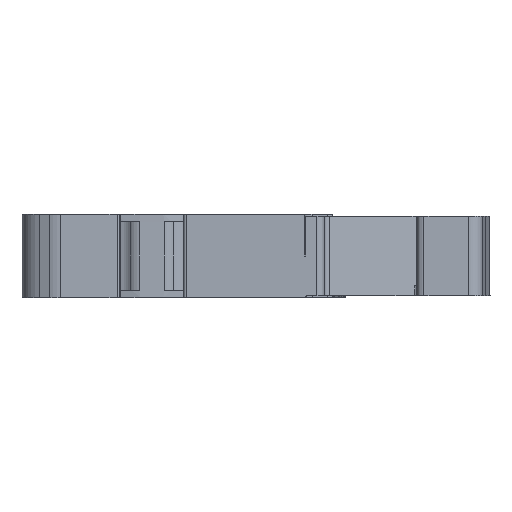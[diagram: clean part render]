
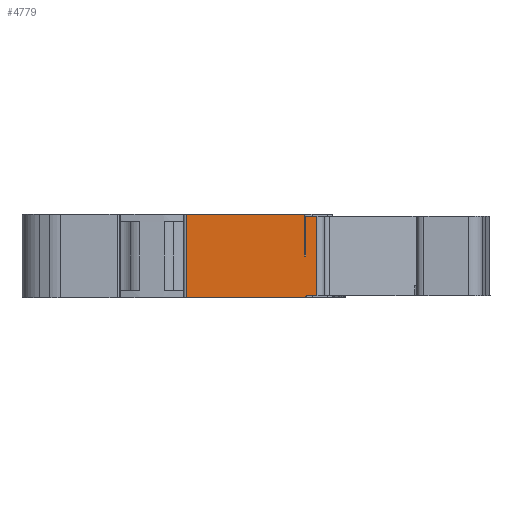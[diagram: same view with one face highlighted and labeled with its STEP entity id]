
A CAD part, left-side view. The second image highlights one B-rep face of the part: STEP entity #4779.
In plain terms, the highlighted planar face has unit normal (-1, 0, 0).
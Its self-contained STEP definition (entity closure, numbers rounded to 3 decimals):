
#1 = CARTESIAN_POINT ( 'NONE',  ( -34.829, -100.21, -68.122 ) ) ;
#423 = VECTOR ( 'NONE', #1925, 1000. ) ;
#490 = VECTOR ( 'NONE', #2197, 1000. ) ;
#773 = CIRCLE ( 'NONE', #774, 0.1 ) ;
#774 = AXIS2_PLACEMENT_3D ( 'NONE', #2245, #2273, #2311 ) ;
#1020 = CIRCLE ( 'NONE', #1081, 0.1 ) ;
#1080 = VECTOR ( 'NONE', #1378, 1000. ) ;
#1081 = AXIS2_PLACEMENT_3D ( 'NONE', #1532, #1518, #1530 ) ;
#1120 = VECTOR ( 'NONE', #1616, 1000. ) ;
#1148 = VECTOR ( 'NONE', #1645, 1000. ) ;
#1320 = CARTESIAN_POINT ( 'NONE',  ( -34.829, -108.618, 5.7 ) ) ;
#1354 = LINE ( 'NONE', #1376, #1080 ) ;
#1368 = DIRECTION ( 'NONE',  ( 0., 0., -1. ) ) ;
#1376 = CARTESIAN_POINT ( 'NONE',  ( -34.829, -180.292, 5.85 ) ) ;
#1378 = DIRECTION ( 'NONE',  ( 0., -1., 0. ) ) ;
#1381 = LINE ( 'NONE', #1320, #7956 ) ;
#1518 = DIRECTION ( 'NONE',  ( -1., 0., 0. ) ) ;
#1530 = DIRECTION ( 'NONE',  ( 0., -1., 0. ) ) ;
#1532 = CARTESIAN_POINT ( 'NONE',  ( -34.829, -108.718, 0. ) ) ;
#1601 = CARTESIAN_POINT ( 'NONE',  ( -34.829, -180.292, 2.9 ) ) ;
#1616 = DIRECTION ( 'NONE',  ( 0., 1., 0. ) ) ;
#1618 = LINE ( 'NONE', #1601, #1120 ) ;
#1643 = CARTESIAN_POINT ( 'NONE',  ( -34.829, -109.418, 5.7 ) ) ;
#1645 = DIRECTION ( 'NONE',  ( 0., 0., -1. ) ) ;
#1696 = LINE ( 'NONE', #1643, #1148 ) ;
#1802 = CARTESIAN_POINT ( 'NONE',  ( -34.829, -115.118, 0.1 ) ) ;
#1871 = LINE ( 'NONE', #1802, #423 ) ;
#1925 = DIRECTION ( 'NONE',  ( 0., -1., 0. ) ) ;
#2064 = LINE ( 'NONE', #2143, #490 ) ;
#2143 = CARTESIAN_POINT ( 'NONE',  ( -34.829, -180.292, 5.7 ) ) ;
#2197 = DIRECTION ( 'NONE',  ( 0., -1., 0. ) ) ;
#2245 = CARTESIAN_POINT ( 'NONE',  ( -34.829, -108.718, 0. ) ) ;
#2273 = DIRECTION ( 'NONE',  ( -1., 0., 0. ) ) ;
#2311 = DIRECTION ( 'NONE',  ( 0., -1., 0. ) ) ;
#3909 = VERTEX_POINT ( 'NONE', #7570 ) ;
#3946 = VERTEX_POINT ( 'NONE', #6776 ) ;
#3957 = VERTEX_POINT ( 'NONE', #7612 ) ;
#4779 = ADVANCED_FACE ( 'NONE', ( #10505 ), #10514, .T. ) ;
#6014 = CARTESIAN_POINT ( 'NONE',  ( -34.829, -100.21, -0.05 ) ) ;
#6545 = CARTESIAN_POINT ( 'NONE',  ( -34.829, -100.21, 5.85 ) ) ;
#6551 = CARTESIAN_POINT ( 'NONE',  ( -34.829, -108.632, -0.05 ) ) ;
#6776 = CARTESIAN_POINT ( 'NONE',  ( -34.829, -108.543, 2.9 ) ) ;
#6914 = VERTEX_POINT ( 'NONE', #11356 ) ;
#6975 = VERTEX_POINT ( 'NONE', #11426 ) ;
#7022 = VERTEX_POINT ( 'NONE', #10538 ) ;
#7115 = VERTEX_POINT ( 'NONE', #12479 ) ;
#7164 = VERTEX_POINT ( 'NONE', #12502 ) ;
#7570 = CARTESIAN_POINT ( 'NONE',  ( -34.829, -108.543, 5.85 ) ) ;
#7612 = CARTESIAN_POINT ( 'NONE',  ( -34.829, -108.618, 2.9 ) ) ;
#7956 = VECTOR ( 'NONE', #1368, 1000. ) ;
#7992 = VECTOR ( 'NONE', #15231, 1000. ) ;
#8011 = VECTOR ( 'NONE', #15213, 1000. ) ;
#8030 = VECTOR ( 'NONE', #15066, 1000. ) ;
#9222 = EDGE_CURVE ( 'NONE', #14748, #14538, #15196, .T. ) ;
#9232 = EDGE_CURVE ( 'NONE', #3946, #3909, #15251, .T. ) ;
#9235 = EDGE_CURVE ( 'NONE', #14545, #14748, #15235, .T. ) ;
#9258 = EDGE_CURVE ( 'NONE', #7115, #3957, #1381, .T. ) ;
#9266 = EDGE_CURVE ( 'NONE', #14545, #3909, #1354, .T. ) ;
#9292 = EDGE_CURVE ( 'NONE', #6975, #14538, #1020, .T. ) ;
#9317 = EDGE_CURVE ( 'NONE', #3957, #3946, #1618, .T. ) ;
#9326 = EDGE_CURVE ( 'NONE', #7164, #7022, #1696, .T. ) ;
#9499 = EDGE_CURVE ( 'NONE', #6914, #6975, #773, .T. ) ;
#9904 = EDGE_CURVE ( 'NONE', #6914, #7022, #1871, .T. ) ;
#9977 = EDGE_CURVE ( 'NONE', #7115, #7164, #2064, .T. ) ;
#10376 = AXIS2_PLACEMENT_3D ( 'NONE', #10515, #10522, #10557 ) ;
#10505 = FACE_OUTER_BOUND ( 'NONE', #14424, .T. ) ;
#10514 = PLANE ( 'NONE',  #10376 ) ;
#10515 = CARTESIAN_POINT ( 'NONE',  ( -34.829, -180.292, 5.8 ) ) ;
#10522 = DIRECTION ( 'NONE',  ( -1., 0., 0. ) ) ;
#10538 = CARTESIAN_POINT ( 'NONE',  ( -34.829, -109.418, 0.1 ) ) ;
#10557 = DIRECTION ( 'NONE',  ( 0., -1., 0. ) ) ;
#11356 = CARTESIAN_POINT ( 'NONE',  ( -34.829, -108.718, 0.1 ) ) ;
#11426 = CARTESIAN_POINT ( 'NONE',  ( -34.829, -108.618, 0. ) ) ;
#12479 = CARTESIAN_POINT ( 'NONE',  ( -34.829, -108.618, 5.7 ) ) ;
#12502 = CARTESIAN_POINT ( 'NONE',  ( -34.829, -109.418, 5.7 ) ) ;
#14108 = ORIENTED_EDGE ( 'NONE', *, *, #9222, .T. ) ;
#14132 = ORIENTED_EDGE ( 'NONE', *, *, #9292, .F. ) ;
#14140 = ORIENTED_EDGE ( 'NONE', *, *, #9499, .F. ) ;
#14141 = ORIENTED_EDGE ( 'NONE', *, *, #9904, .T. ) ;
#14162 = ORIENTED_EDGE ( 'NONE', *, *, #9232, .T. ) ;
#14169 = ORIENTED_EDGE ( 'NONE', *, *, #9317, .T. ) ;
#14176 = ORIENTED_EDGE ( 'NONE', *, *, #9326, .F. ) ;
#14179 = ORIENTED_EDGE ( 'NONE', *, *, #9235, .T. ) ;
#14183 = ORIENTED_EDGE ( 'NONE', *, *, #9258, .T. ) ;
#14191 = ORIENTED_EDGE ( 'NONE', *, *, #9266, .F. ) ;
#14196 = ORIENTED_EDGE ( 'NONE', *, *, #9977, .F. ) ;
#14424 = EDGE_LOOP ( 'NONE', ( #14108, #14132, #14140, #14141, #14176, #14196, #14183, #14169, #14162, #14191, #14179 ) ) ;
#14538 = VERTEX_POINT ( 'NONE', #6551 ) ;
#14545 = VERTEX_POINT ( 'NONE', #6545 ) ;
#14748 = VERTEX_POINT ( 'NONE', #6014 ) ;
#15066 = DIRECTION ( 'NONE',  ( 0., 0., -1. ) ) ;
#15196 = LINE ( 'NONE', #15208, #8011 ) ;
#15208 = CARTESIAN_POINT ( 'NONE',  ( -34.829, -180.292, -0.05 ) ) ;
#15213 = DIRECTION ( 'NONE',  ( 0., -1., 0. ) ) ;
#15231 = DIRECTION ( 'NONE',  ( 0., 0., 1. ) ) ;
#15235 = LINE ( 'NONE', #1, #8030 ) ;
#15247 = CARTESIAN_POINT ( 'NONE',  ( -34.829, -108.543, 5.8 ) ) ;
#15251 = LINE ( 'NONE', #15247, #7992 ) ;
